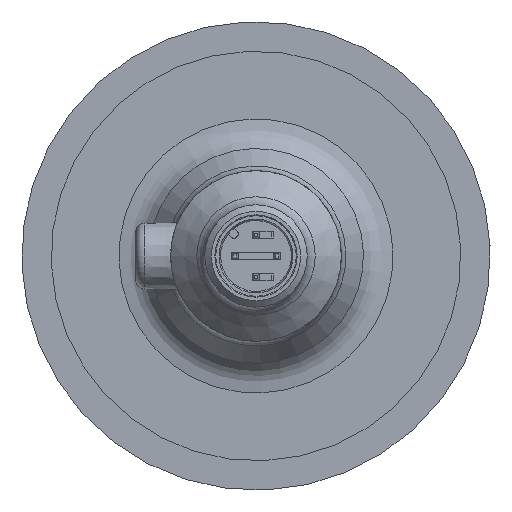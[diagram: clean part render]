
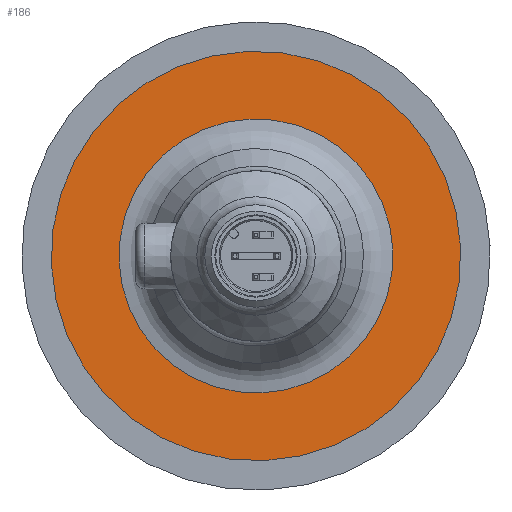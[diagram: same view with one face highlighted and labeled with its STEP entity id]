
A CAD part, left-side view. The second image highlights one B-rep face of the part: STEP entity #186.
In plain terms, the highlighted planar face has unit normal (-1, 0, 0).
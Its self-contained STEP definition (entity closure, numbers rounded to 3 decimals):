
#186 = ADVANCED_FACE( '', ( #463, #464 ), #465, .T. );
#463 = FACE_BOUND( '', #850, .T. );
#464 = FACE_OUTER_BOUND( '', #851, .T. );
#465 = PLANE( '', #852 );
#850 = EDGE_LOOP( '', ( #1364 ) );
#851 = EDGE_LOOP( '', ( #1365 ) );
#852 = AXIS2_PLACEMENT_3D( '', #1366, #1367, #1368 );
#1364 = ORIENTED_EDGE( '', *, *, #2248, .T. );
#1365 = ORIENTED_EDGE( '', *, *, #2249, .T. );
#1366 = CARTESIAN_POINT( '', ( -9.607, 5.263, 12.706 ) );
#1367 = DIRECTION( '', ( -1., 0., 0. ) );
#1368 = DIRECTION( '', ( 0., 0.383, 0.924 ) );
#2248 = EDGE_CURVE( '', #2709, #2709, #2710, .F. );
#2249 = EDGE_CURVE( '', #2711, #2711, #2712, .T. );
#2709 = VERTEX_POINT( '', #3332 );
#2710 = CIRCLE( '', #3333, 16.062 );
#2711 = VERTEX_POINT( '', #3334 );
#2712 = CIRCLE( '', #3335, 24. );
#3332 = CARTESIAN_POINT( '', ( -9.607, 6.147, 14.84 ) );
#3333 = AXIS2_PLACEMENT_3D( '', #4000, #4001, #4002 );
#3334 = CARTESIAN_POINT( '', ( -9.607, 9.184, 22.173 ) );
#3335 = AXIS2_PLACEMENT_3D( '', #4003, #4004, #4005 );
#4000 = CARTESIAN_POINT( '', ( -9.607, 0., 0. ) );
#4001 = DIRECTION( '', ( -1., 0., 0. ) );
#4002 = DIRECTION( '', ( 0., 0.383, 0.924 ) );
#4003 = CARTESIAN_POINT( '', ( -9.607, 0., 0. ) );
#4004 = DIRECTION( '', ( -1., 0., 0. ) );
#4005 = DIRECTION( '', ( 0., 0.383, 0.924 ) );
